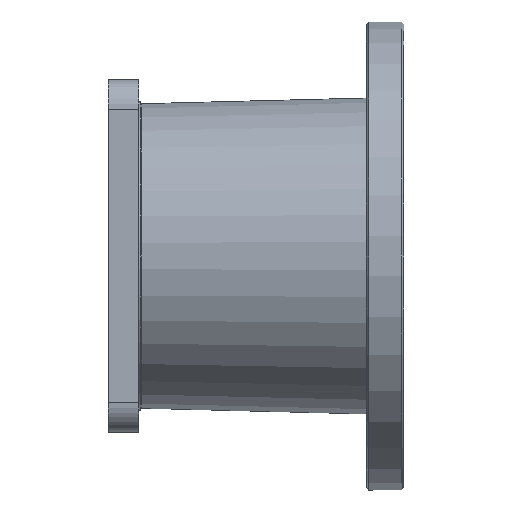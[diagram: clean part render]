
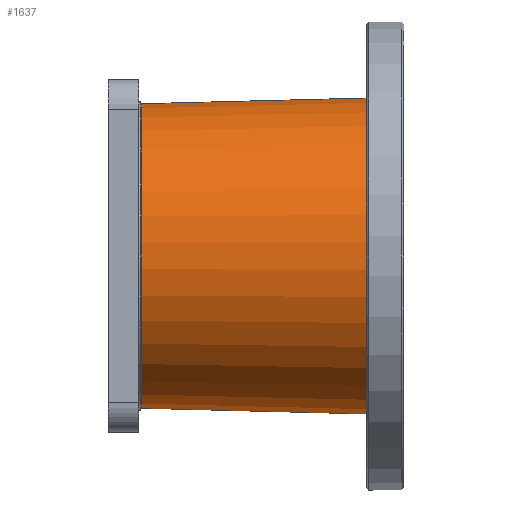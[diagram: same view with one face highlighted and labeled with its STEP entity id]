
A CAD part, left-side view. The second image highlights one B-rep face of the part: STEP entity #1637.
In plain terms, the highlighted free-form (B-spline) face has degree [2, 1] with [9, 2] control points.
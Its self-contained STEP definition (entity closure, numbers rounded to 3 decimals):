
#1401=CARTESIAN_POINT('',(-67.562,24.742,-28.526));
#1402=VERTEX_POINT('',#1401);
#1403=CARTESIAN_POINT('',(-189.912,24.742,28.526));
#1404=VERTEX_POINT('',#1403);
#1405=CARTESIAN_POINT('',(-128.737,24.742,0.));
#1406=DIRECTION('',(0.,-1.0,0.));
#1407=DIRECTION('',(0.906,0.,-0.423));
#1408=AXIS2_PLACEMENT_3D('',#1405,#1406,#1407);
#1409=CIRCLE('',#1408,67.499);
#1410=EDGE_CURVE('',#1402,#1404,#1409,.T.);
#1412=CARTESIAN_POINT('',(-128.737,24.742,0.));
#1413=DIRECTION('',(0.,-1.0,0.));
#1414=DIRECTION('',(0.906,0.,-0.423));
#1415=AXIS2_PLACEMENT_3D('',#1412,#1413,#1414);
#1416=CIRCLE('',#1415,67.499);
#1417=EDGE_CURVE('',#1404,#1402,#1416,.T.);
#1582=CARTESIAN_POINT('',(-67.562,24.742,-28.526));
#1583=CARTESIAN_POINT('',(-39.036,24.742,32.649));
#1584=CARTESIAN_POINT('',(-100.211,24.742,61.175));
#1585=CARTESIAN_POINT('',(-161.386,24.742,89.701));
#1586=CARTESIAN_POINT('',(-189.912,24.742,28.526));
#1587=CARTESIAN_POINT('',(-218.439,24.742,-32.649));
#1588=CARTESIAN_POINT('',(-157.264,24.742,-61.175));
#1589=CARTESIAN_POINT('',(-96.088,24.742,-89.701));
#1590=CARTESIAN_POINT('',(-67.562,24.742,-28.526));
#1591=CARTESIAN_POINT('',(-69.768,120.542,-27.498));
#1592=CARTESIAN_POINT('',(-42.27,120.542,31.472));
#1593=CARTESIAN_POINT('',(-101.239,120.542,58.969));
#1594=CARTESIAN_POINT('',(-160.209,120.542,86.467));
#1595=CARTESIAN_POINT('',(-187.707,120.542,27.498));
#1596=CARTESIAN_POINT('',(-215.204,120.542,-31.472));
#1597=CARTESIAN_POINT('',(-156.235,120.542,-58.969));
#1598=CARTESIAN_POINT('',(-97.266,120.542,-86.467));
#1599=CARTESIAN_POINT('',(-69.768,120.542,-27.498));
#1607=(BOUNDED_SURFACE()B_SPLINE_SURFACE(2,1,((#1582,#1591),(#1583,#1592),(#1584,#1593),(#1585,#1594),(#1586,#1595),(#1587,#1596),(#1588,#1597),(#1589,#1598),(#1590,#1599)),.UNSPECIFIED.,.T.,.F.,.U.)B_SPLINE_SURFACE_WITH_KNOTS((3,2,2,2,3),(2,2),(0.0,0.25,0.5,0.75,1.0),(0.0,95.831),.UNSPECIFIED.)GEOMETRIC_REPRESENTATION_ITEM()RATIONAL_B_SPLINE_SURFACE(((1.0,1.0),(0.707,0.707),(1.0,1.0),(0.707,0.707),(1.0,1.0),(0.707,0.707),(1.0,1.0),(0.707,0.707),(1.0,1.0)))REPRESENTATION_ITEM('')SURFACE());
#1608=CARTESIAN_POINT('',(-69.768,120.542,-27.498));
#1609=VERTEX_POINT('',#1608);
#1610=CARTESIAN_POINT('',(-67.562,24.742,-28.526));
#1611=DIRECTION('',(-0.023,1.,0.011));
#1612=VECTOR('',#1611,95.831);
#1613=LINE('',#1610,#1612);
#1614=EDGE_CURVE('',#1402,#1609,#1613,.T.);
#1615=ORIENTED_EDGE('',*,*,#1614,.T.);
#1616=CARTESIAN_POINT('',(-187.707,120.542,27.498));
#1617=VERTEX_POINT('',#1616);
#1618=CARTESIAN_POINT('',(-128.737,120.542,0.));
#1619=DIRECTION('',(0.,-1.0,0.));
#1620=DIRECTION('',(0.906,0.,-0.423));
#1621=AXIS2_PLACEMENT_3D('',#1618,#1619,#1620);
#1622=CIRCLE('',#1621,65.066);
#1623=EDGE_CURVE('',#1609,#1617,#1622,.T.);
#1624=ORIENTED_EDGE('',*,*,#1623,.T.);
#1625=CARTESIAN_POINT('',(-128.737,120.542,0.));
#1626=DIRECTION('',(0.,-1.0,0.));
#1627=DIRECTION('',(0.906,0.,-0.423));
#1628=AXIS2_PLACEMENT_3D('',#1625,#1626,#1627);
#1629=CIRCLE('',#1628,65.066);
#1630=EDGE_CURVE('',#1617,#1609,#1629,.T.);
#1631=ORIENTED_EDGE('',*,*,#1630,.T.);
#1632=ORIENTED_EDGE('',*,*,#1614,.F.);
#1633=ORIENTED_EDGE('',*,*,#1417,.F.);
#1634=ORIENTED_EDGE('',*,*,#1410,.F.);
#1635=EDGE_LOOP('',(#1615,#1624,#1631,#1632,#1633,#1634));
#1636=FACE_OUTER_BOUND('',#1635,.T.);
#1637=ADVANCED_FACE('',(#1636),#1607,.F.);
